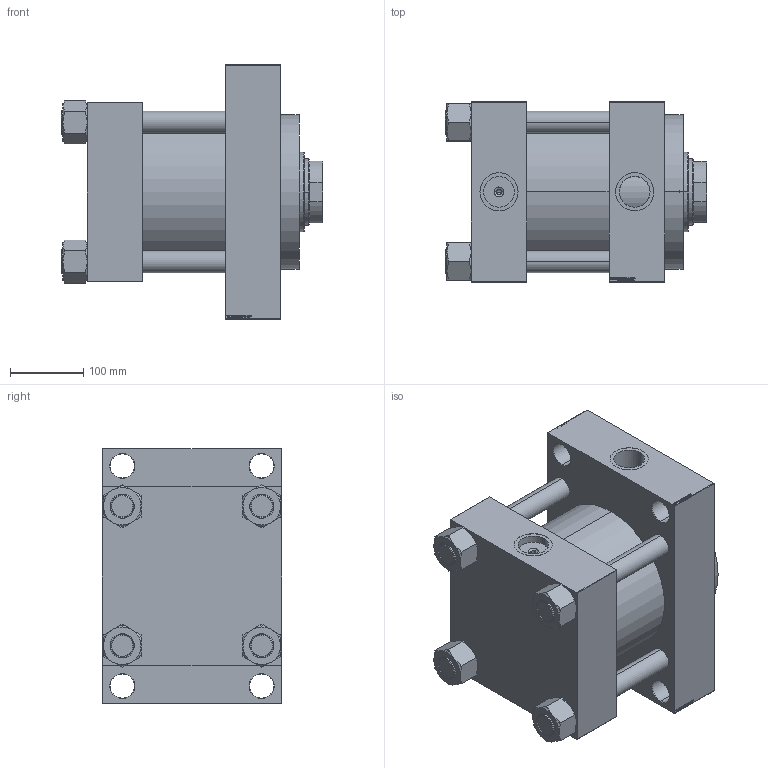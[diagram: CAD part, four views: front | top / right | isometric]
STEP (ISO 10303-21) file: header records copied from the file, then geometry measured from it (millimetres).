
FILE_DESCRIPTION (( 'STEP AP203' ), '1' );
FILE_NAME ('6ced.STEP', '2022-09-05T12:33:50', ( '' ), ( '' ), 'SwSTEP 2.0', 'SolidWorks 2019', '' );
FILE_SCHEMA (( 'CONFIG_CONTROL_DESIGN' ));
Length unit declared in the file: millimetre
Products named in the file (6): V215CD_VC_A 9bf76b4258713f753190d99d3cec5108; V215CD_VCP_D 9bf76b4258713f753190d99d3cec5108; V215CD_NUT_M5_D 9bf76b4258713f753190d99d3cec5108; V215CD_D_TYCINKA 9bf76b4258713f753190d99d3cec5108; V215CD_D_Body 9bf76b4258713f753190d99d3cec5108; 6ced
Assembly tree (11 placements, depth 2):
  6ced
    V215CD_D_Body 9bf76b4258713f753190d99d3cec5108
    V215CD_VC_A 9bf76b4258713f753190d99d3cec5108
    V215CD_VCP_D 9bf76b4258713f753190d99d3cec5108
    V215CD_D_TYCINKA 9bf76b4258713f753190d99d3cec5108  x4
    V215CD_NUT_M5_D 9bf76b4258713f753190d99d3cec5108  x4
Bounding box: 356 x 245 x 347 mm (x, y, z)
Volume: 14645304.7 mm3; surface area: 1097281 mm2
Topology: 11 solids, 11 shells, 1154 faces, 2914 edges, 1895 vertices
Faces by surface type: plane 546, bspline 368, cone 142, cylinder 90, torus 8
Entity records: 47808 total; most frequent: CARTESIAN_POINT 25224, ORIENTED_EDGE 5092, DIRECTION 3282, EDGE_CURVE 2546, VERTEX_POINT 1673, LINE 1528, VECTOR 1528, EDGE_LOOP 1131
